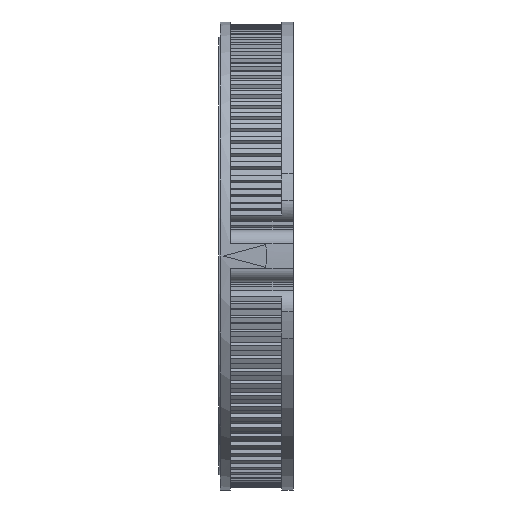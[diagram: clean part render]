
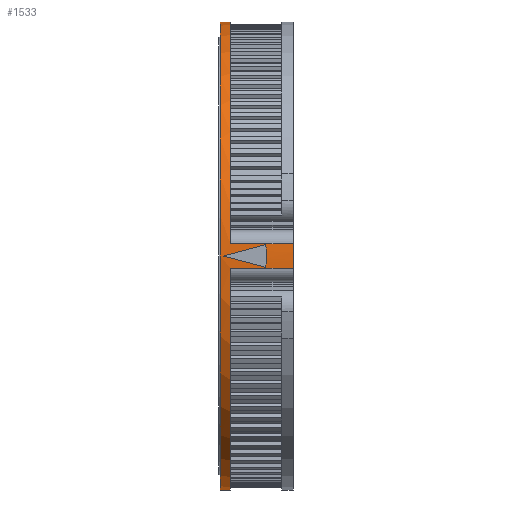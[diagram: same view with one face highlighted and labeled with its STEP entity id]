
A CAD part, left-side view. The second image highlights one B-rep face of the part: STEP entity #1533.
In plain terms, the highlighted cylindrical face has radius 80 mm (diameter 160 mm), a partial arc.
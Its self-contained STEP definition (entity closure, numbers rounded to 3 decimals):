
#219 = VERTEX_POINT ( 'NONE', #17920 ) ;
#370 = CARTESIAN_POINT ( 'NONE',  ( -79.892, -4., 4.154 ) ) ;
#536 = VERTEX_POINT ( 'NONE', #10511 ) ;
#635 = VERTEX_POINT ( 'NONE', #11043 ) ;
#760 = CIRCLE ( 'NONE', #13305, 80. ) ;
#797 = DIRECTION ( 'NONE',  ( 0., 0., -1. ) ) ;
#829 = CARTESIAN_POINT ( 'NONE',  ( -80., 15.17, 1.301 ) ) ;
#893 = CARTESIAN_POINT ( 'NONE',  ( -79.892, -4., -4.154 ) ) ;
#1533 = ADVANCED_FACE ( 'NONE', ( #5677, #3956 ), #8498, .T. ) ;
#1558 = DIRECTION ( 'NONE',  ( 0., -1., 0. ) ) ;
#1603 = DIRECTION ( 'NONE',  ( 0., 0., -1. ) ) ;
#1619 = VECTOR ( 'NONE', #17221, 1000. ) ;
#2312 = LINE ( 'NONE', #18009, #17695 ) ;
#2342 = CARTESIAN_POINT ( 'NONE',  ( -79.905, 5.516, 3.9 ) ) ;
#2417 = ORIENTED_EDGE ( 'NONE', *, *, #12739, .T. ) ;
#2429 = ORIENTED_EDGE ( 'NONE', *, *, #2708, .T. ) ;
#2453 = AXIS2_PLACEMENT_3D ( 'NONE', #16730, #4123, #10895 ) ;
#2708 = EDGE_CURVE ( 'NONE', #16214, #7332, #13355, .T. ) ;
#2873 = ORIENTED_EDGE ( 'NONE', *, *, #14678, .T. ) ;
#3040 = ORIENTED_EDGE ( 'NONE', *, *, #13440, .F. ) ;
#3605 = EDGE_CURVE ( 'NONE', #17198, #13434, #10848, .T. ) ;
#3618 = ORIENTED_EDGE ( 'NONE', *, *, #12581, .T. ) ;
#3708 = AXIS2_PLACEMENT_3D ( 'NONE', #14206, #11372, #1603 ) ;
#3956 = FACE_BOUND ( 'NONE', #15231, .T. ) ;
#3967 = VERTEX_POINT ( 'NONE', #13020 ) ;
#3981 = CARTESIAN_POINT ( 'NONE',  ( 0., -4., -80. ) ) ;
#4101 = CARTESIAN_POINT ( 'NONE',  ( -79.892, -4., 4.154 ) ) ;
#4123 = DIRECTION ( 'NONE',  ( 0., 1., 0. ) ) ;
#4216 = DIRECTION ( 'NONE',  ( 0., 1., 0. ) ) ;
#4428 = ORIENTED_EDGE ( 'NONE', *, *, #4967, .F. ) ;
#4429 = CARTESIAN_POINT ( 'NONE',  ( -79.969, 10.334, -2.577 ) ) ;
#4528 = CARTESIAN_POINT ( 'NONE',  ( -80., 20., 0. ) ) ;
#4967 = EDGE_CURVE ( 'NONE', #3967, #635, #11576, .T. ) ;
#5574 = CARTESIAN_POINT ( 'NONE',  ( 0., -4., 0. ) ) ;
#5677 = FACE_OUTER_BOUND ( 'NONE', #11652, .T. ) ;
#6095 = VECTOR ( 'NONE', #15111, 1000. ) ;
#6368 = DIRECTION ( 'NONE',  ( 0., -1., 0. ) ) ;
#6612 = EDGE_CURVE ( 'NONE', #8512, #17198, #13656, .T. ) ;
#6717 = DIRECTION ( 'NONE',  ( 0., 1., 0. ) ) ;
#6894 = CARTESIAN_POINT ( 'NONE',  ( -79.992, 5.04, -1.282 ) ) ;
#7131 = DIRECTION ( 'NONE',  ( 0., 0., -1. ) ) ;
#7332 = VERTEX_POINT ( 'NONE', #13525 ) ;
#7776 = CIRCLE ( 'NONE', #12164, 80. ) ;
#7906 = CARTESIAN_POINT ( 'NONE',  ( -79.961, 5.21, -2.585 ) ) ;
#8084 = CARTESIAN_POINT ( 'NONE',  ( -79.999, 5.003, 1.338 ) ) ;
#8254 = CARTESIAN_POINT ( 'NONE',  ( -79.905, 5.516, 3.9 ) ) ;
#8267 = CARTESIAN_POINT ( 'NONE',  ( 0., 17.5, -80. ) ) ;
#8314 = ORIENTED_EDGE ( 'NONE', *, *, #17798, .F. ) ;
#8498 = CYLINDRICAL_SURFACE ( 'NONE', #2453, 80. ) ;
#8512 = VERTEX_POINT ( 'NONE', #8267 ) ;
#8799 =( BOUNDED_CURVE ( )  B_SPLINE_CURVE ( 3, ( #12748, #4429, #14379, #4528 ),
 .UNSPECIFIED., .F., .F. ) 
 B_SPLINE_CURVE_WITH_KNOTS ( ( 4, 4 ),
 ( 4.664, 4.712 ),
 .UNSPECIFIED. ) 
 CURVE ( )  GEOMETRIC_REPRESENTATION_ITEM ( )  RATIONAL_B_SPLINE_CURVE ( ( 1., 1., 1., 1. ) ) 
 REPRESENTATION_ITEM ( '' )  );
#9014 = CARTESIAN_POINT ( 'NONE',  ( 0., 17.5, 0. ) ) ;
#9261 = VERTEX_POINT ( 'NONE', #4101 ) ;
#9457 = CARTESIAN_POINT ( 'NONE',  ( -79.937, 5.337, -3.228 ) ) ;
#9679 = AXIS2_PLACEMENT_3D ( 'NONE', #10665, #6717, #12212 ) ;
#9921 = ORIENTED_EDGE ( 'NONE', *, *, #13238, .T. ) ;
#10509 = CARTESIAN_POINT ( 'NONE',  ( -80., 20., 0. ) ) ;
#10511 = CARTESIAN_POINT ( 'NONE',  ( -80., 20., 0. ) ) ;
#10665 = CARTESIAN_POINT ( 'NONE',  ( 0., 21., 0. ) ) ;
#10848 = CIRCLE ( 'NONE', #9679, 80. ) ;
#10889 = DIRECTION ( 'NONE',  ( 0., -1., 0. ) ) ;
#10895 = DIRECTION ( 'NONE',  ( 0., 0., 1. ) ) ;
#11011 = CARTESIAN_POINT ( 'NONE',  ( -79.907, 5.506, -3.865 ) ) ;
#11043 = CARTESIAN_POINT ( 'NONE',  ( -79.892, 17.5, 4.154 ) ) ;
#11371 = ORIENTED_EDGE ( 'NONE', *, *, #6612, .F. ) ;
#11372 = DIRECTION ( 'NONE',  ( 0., -1., 0. ) ) ;
#11576 = CIRCLE ( 'NONE', #3708, 80. ) ;
#11652 = EDGE_LOOP ( 'NONE', ( #11371, #8314, #9921, #3040, #2873, #4428, #2417, #16520 ) ) ;
#12164 = AXIS2_PLACEMENT_3D ( 'NONE', #5574, #1558, #7131 ) ;
#12212 = DIRECTION ( 'NONE',  ( 0., 0., 1. ) ) ;
#12536 =( BOUNDED_CURVE ( )  B_SPLINE_CURVE ( 3, ( #10509, #829, #15804, #14519 ),
 .UNSPECIFIED., .F., .F. ) 
 B_SPLINE_CURVE_WITH_KNOTS ( ( 4, 4 ),
 ( 1.571, 1.62 ),
 .UNSPECIFIED. ) 
 CURVE ( )  GEOMETRIC_REPRESENTATION_ITEM ( )  RATIONAL_B_SPLINE_CURVE ( ( 1., 1., 1., 1. ) ) 
 REPRESENTATION_ITEM ( '' )  );
#12581 = EDGE_CURVE ( 'NONE', #7332, #536, #8799, .T. ) ;
#12739 = EDGE_CURVE ( 'NONE', #3967, #13434, #16216, .T. ) ;
#12748 = CARTESIAN_POINT ( 'NONE',  ( -79.907, 5.506, -3.865 ) ) ;
#12887 = LINE ( 'NONE', #370, #16986 ) ;
#13020 = CARTESIAN_POINT ( 'NONE',  ( 0., 17.5, 80. ) ) ;
#13238 = EDGE_CURVE ( 'NONE', #219, #14086, #2312, .T. ) ;
#13305 = AXIS2_PLACEMENT_3D ( 'NONE', #9014, #6368, #797 ) ;
#13355 = B_SPLINE_CURVE_WITH_KNOTS ( 'NONE', 3,
 ( #2342, #15194, #8084, #17858, #6894, #7906, #9457, #11011 ),
 .UNSPECIFIED., .F., .F.,
 ( 4, 2, 2, 4 ),
 ( 0., 0.004, 0.006, 0.008 ),
 .UNSPECIFIED. ) ;
#13434 = VERTEX_POINT ( 'NONE', #15623 ) ;
#13440 = EDGE_CURVE ( 'NONE', #9261, #14086, #7776, .T. ) ;
#13525 = CARTESIAN_POINT ( 'NONE',  ( -79.907, 5.506, -3.865 ) ) ;
#13548 = EDGE_CURVE ( 'NONE', #536, #16214, #12536, .T. ) ;
#13656 = LINE ( 'NONE', #3981, #6095 ) ;
#14086 = VERTEX_POINT ( 'NONE', #893 ) ;
#14206 = CARTESIAN_POINT ( 'NONE',  ( 0., 17.5, 0. ) ) ;
#14379 = CARTESIAN_POINT ( 'NONE',  ( -80., 15.166, -1.289 ) ) ;
#14475 = CARTESIAN_POINT ( 'NONE',  ( 0., -4., 80. ) ) ;
#14519 = CARTESIAN_POINT ( 'NONE',  ( -79.905, 5.516, 3.9 ) ) ;
#14678 = EDGE_CURVE ( 'NONE', #9261, #635, #12887, .T. ) ;
#15111 = DIRECTION ( 'NONE',  ( 0., 1., 0. ) ) ;
#15194 = CARTESIAN_POINT ( 'NONE',  ( -79.967, 5.173, 2.627 ) ) ;
#15231 = EDGE_LOOP ( 'NONE', ( #3618, #16128, #2429 ) ) ;
#15623 = CARTESIAN_POINT ( 'NONE',  ( 0., 21., 80. ) ) ;
#15804 = CARTESIAN_POINT ( 'NONE',  ( -79.968, 10.34, 2.601 ) ) ;
#16128 = ORIENTED_EDGE ( 'NONE', *, *, #13548, .T. ) ;
#16214 = VERTEX_POINT ( 'NONE', #8254 ) ;
#16216 = LINE ( 'NONE', #14475, #1619 ) ;
#16520 = ORIENTED_EDGE ( 'NONE', *, *, #3605, .F. ) ;
#16730 = CARTESIAN_POINT ( 'NONE',  ( 0., -4., 0. ) ) ;
#16986 = VECTOR ( 'NONE', #4216, 1000. ) ;
#17198 = VERTEX_POINT ( 'NONE', #18001 ) ;
#17221 = DIRECTION ( 'NONE',  ( 0., 1., 0. ) ) ;
#17695 = VECTOR ( 'NONE', #10889, 1000. ) ;
#17798 = EDGE_CURVE ( 'NONE', #219, #8512, #760, .T. ) ;
#17858 = CARTESIAN_POINT ( 'NONE',  ( -80., 4.999, -0.621 ) ) ;
#17920 = CARTESIAN_POINT ( 'NONE',  ( -79.892, 17.5, -4.154 ) ) ;
#18001 = CARTESIAN_POINT ( 'NONE',  ( 0., 21., -80. ) ) ;
#18009 = CARTESIAN_POINT ( 'NONE',  ( -79.892, -4., -4.154 ) ) ;
